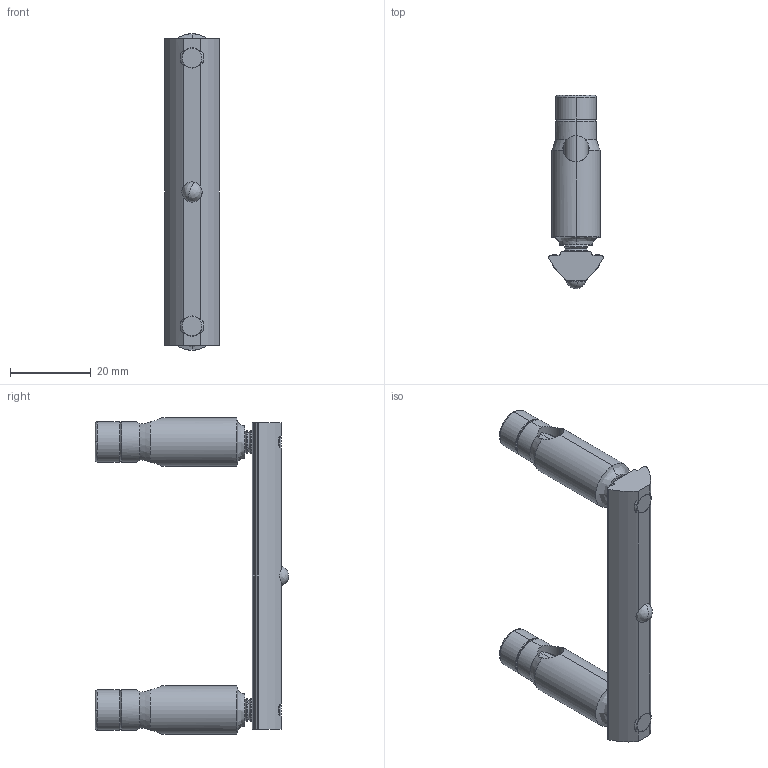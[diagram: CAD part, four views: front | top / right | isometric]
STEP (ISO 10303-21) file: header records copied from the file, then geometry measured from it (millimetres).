
FILE_DESCRIPTION (( 'STEP AP214' ), '1' );
FILE_NAME ('099G081D80ESD.STEP', '2015-06-18T13:42:51', ( 'Not-Admin' ), ( 'Hewlett-Packard Company' ), 'SwSTEP 2.0', 'SolidWorks 2014', '' );
FILE_SCHEMA (( 'AUTOMOTIVE_DESIGN' ));
Length unit declared in the file: millimetre
Products named in the file (1): 099G081D80ESD
Bounding box: 13.5 x 47.87 x 78.4 mm (x, y, z)
Volume: 11997.7 mm3; surface area: 9205.5 mm2
Topology: 7 solids, 7 shells, 417 faces, 1051 edges, 642 vertices
Faces by surface type: bspline 142, cone 136, plane 96, cylinder 43
Entity records: 20076 total; most frequent: CARTESIAN_POINT 5599, DIRECTION 2147, ORIENTED_EDGE 2094, EDGE_CURVE 1047, AXIS2_PLACEMENT_3D 896, VERTEX_POINT 642, CIRCLE 620, EDGE_LOOP 435
